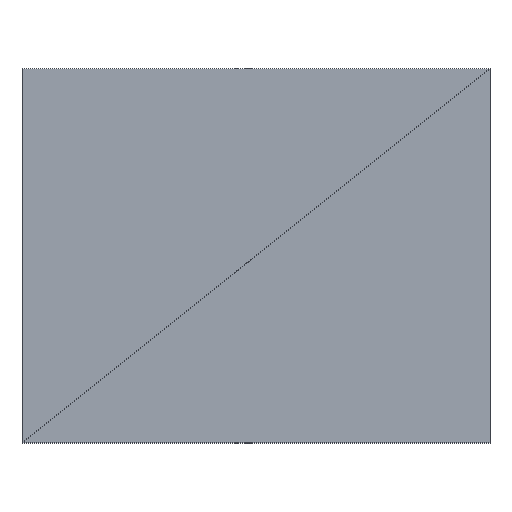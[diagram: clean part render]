
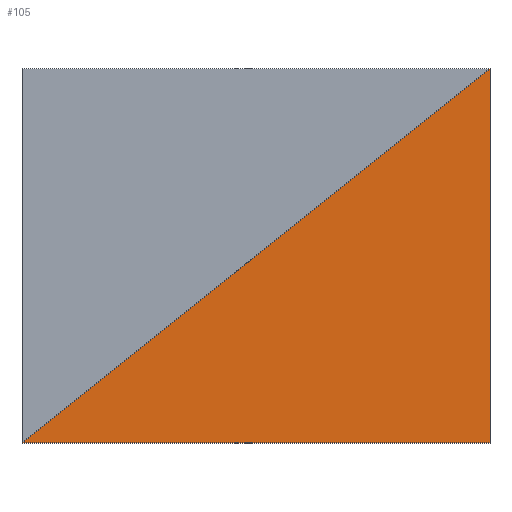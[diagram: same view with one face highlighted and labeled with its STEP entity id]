
A CAD part, top view. The second image highlights one B-rep face of the part: STEP entity #105.
In plain terms, the highlighted planar face has unit normal (0, 0, 1).
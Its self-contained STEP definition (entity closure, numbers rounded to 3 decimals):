
#41=DIRECTION('',(0.,1.,0.));
#42=VECTOR('',#41,1.);
#48=DIRECTION('',(1.,0.,0.));
#49=VECTOR('',#48,1.);
#53=DIRECTION('',(0.707,0.707,0.));
#54=VECTOR('',#53,1.);
#73=CARTESIAN_POINT('',(5.,4.,3.));
#74=DIRECTION('',(0.,0.,1.));
#75=AXIS2_PLACEMENT_3D('',#73,#74,$);
#76=PLANE('',#75);
#79=VERTEX_POINT('',#73);
#83=CARTESIAN_POINT('',(0.,0.,3.));
#84=VERTEX_POINT('',#83);
#88=LINE('',#83,#54);
#89=EDGE_CURVE('',#84,#79,#88,.T.);
#94=ORIENTED_EDGE('',*,*,#89,.F.);
#95=CARTESIAN_POINT('',(5.,0.,3.));
#96=VERTEX_POINT('',#95);
#97=LINE('',#83,#49);
#98=EDGE_CURVE('',#84,#96,#97,.T.);
#99=ORIENTED_EDGE('',*,*,#98,.T.);
#100=LINE('',#95,#42);
#101=EDGE_CURVE('',#96,#79,#100,.T.);
#102=ORIENTED_EDGE('',*,*,#101,.T.);
#103=EDGE_LOOP('',(#94,#99,#102));
#104=FACE_BOUND('',#103,.T.);
#105=ADVANCED_FACE('',(#104),#76,.T.);
